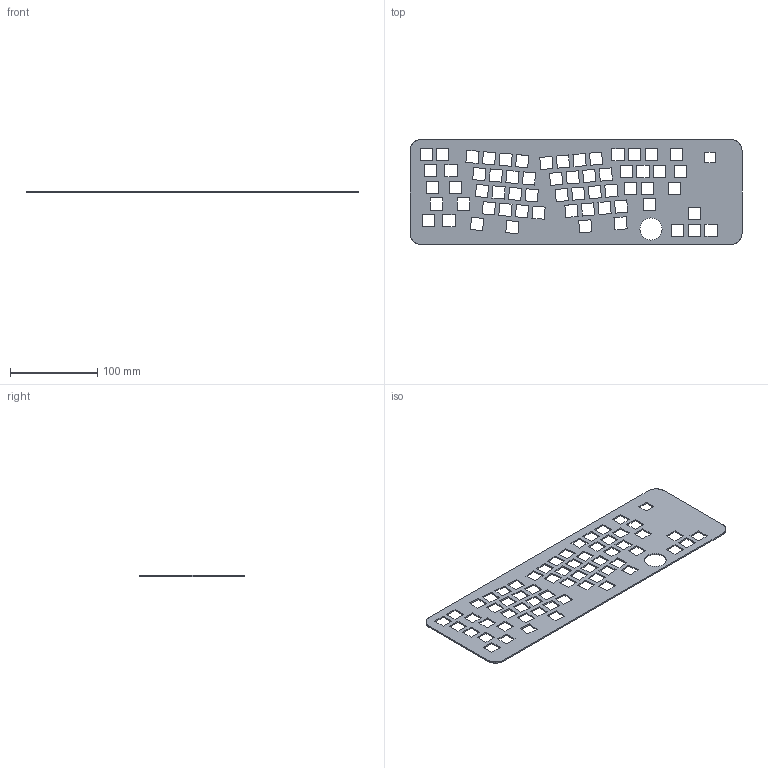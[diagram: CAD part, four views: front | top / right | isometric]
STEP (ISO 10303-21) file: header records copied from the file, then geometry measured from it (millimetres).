
FILE_DESCRIPTION(('KiCad electronic assembly'),'2;1');
FILE_NAME('top pl.step','2023-08-21T16:32:55',('Pcbnew'),('Kicad'), 'Open CASCADE STEP processor 7.6','KiCad to STEP converter','Unknown' );
FILE_SCHEMA(('AUTOMOTIVE_DESIGN { 1 0 10303 214 1 1 1 1 }'));
Length unit declared in the file: millimetre
Products named in the file (2): top pl 1; top pl PCB
Assembly tree (1 placements, depth 2):
  top pl 1
    top pl PCB
Bounding box: 380.35 x 120.45 x 1.6 mm (x, y, z)
Volume: 52713.9 mm3; surface area: 73201.4 mm2
Topology: 1 solids, 1 shells, 373 faces, 1113 edges, 742 vertices
Faces by surface type: plane 372, cylinder 1
Full cylindrical faces by diameter (mm): 25.4 x1
Entity records: 27047 total; most frequent: CARTESIAN_POINT 4468, DIRECTION 4089, LINE 3335, VECTOR 3335, ORIENTED_EDGE 2226, PCURVE 2226, DEFINITIONAL_REPRESENTATION 2226, EDGE_CURVE 1113
